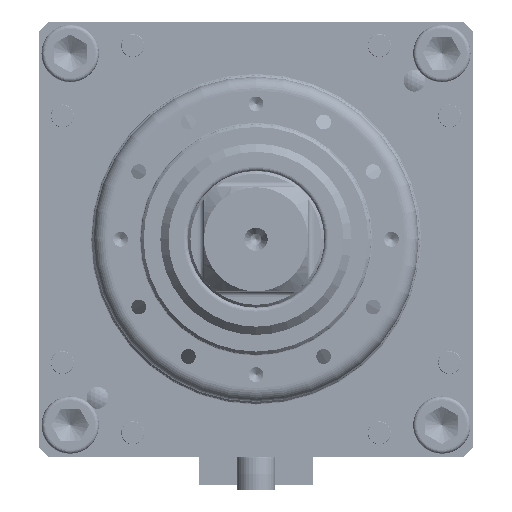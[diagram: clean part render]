
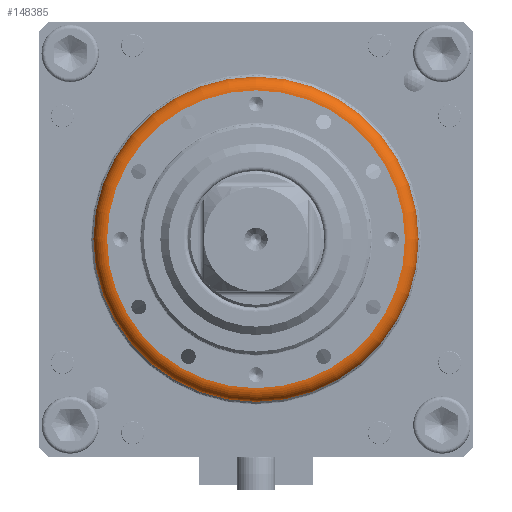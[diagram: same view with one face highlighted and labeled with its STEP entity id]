
A CAD part, left-side view. The second image highlights one B-rep face of the part: STEP entity #148385.
In plain terms, the highlighted toroidal (fillet/blend) face has major radius 54.5 mm and minor radius 5 mm.
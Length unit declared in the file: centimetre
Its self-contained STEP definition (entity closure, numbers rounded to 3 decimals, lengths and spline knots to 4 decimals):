
#3730=TOROIDAL_SURFACE('',#156804,5.45,0.5);
#12203=FACE_OUTER_BOUND('',#20136,.T.);
#20136=EDGE_LOOP('',(#101808,#101809,#101810,#101811,#101812,#101813));
#29248=CIRCLE('',#156802,5.95);
#29249=CIRCLE('',#156803,5.95);
#29250=CIRCLE('',#156805,0.5);
#29251=CIRCLE('',#156806,5.45);
#29252=CIRCLE('',#156807,5.45);
#62248=VERTEX_POINT('',#219682);
#62249=VERTEX_POINT('',#219684);
#62250=VERTEX_POINT('',#219688);
#62251=VERTEX_POINT('',#219690);
#77907=EDGE_CURVE('',#62249,#62248,#29248,.T.);
#77908=EDGE_CURVE('',#62248,#62249,#29249,.T.);
#77909=EDGE_CURVE('',#62249,#62250,#29250,.T.);
#77910=EDGE_CURVE('',#62251,#62250,#29251,.T.);
#77911=EDGE_CURVE('',#62250,#62251,#29252,.T.);
#101808=ORIENTED_EDGE('',*,*,#77908,.T.);
#101809=ORIENTED_EDGE('',*,*,#77909,.T.);
#101810=ORIENTED_EDGE('',*,*,#77910,.F.);
#101811=ORIENTED_EDGE('',*,*,#77911,.F.);
#101812=ORIENTED_EDGE('',*,*,#77909,.F.);
#101813=ORIENTED_EDGE('',*,*,#77907,.T.);
#148385=ADVANCED_FACE('',(#12203),#3730,.T.);
#156802=AXIS2_PLACEMENT_3D('',#219685,#174544,#174545);
#156803=AXIS2_PLACEMENT_3D('',#219686,#174546,#174547);
#156804=AXIS2_PLACEMENT_3D('',#219687,#174548,#174549);
#156805=AXIS2_PLACEMENT_3D('',#219689,#174550,#174551);
#156806=AXIS2_PLACEMENT_3D('',#219691,#174552,#174553);
#156807=AXIS2_PLACEMENT_3D('',#219692,#174554,#174555);
#174544=DIRECTION('center_axis',(-1.,0.,0.));
#174545=DIRECTION('ref_axis',(0.,-1.,0.));
#174546=DIRECTION('center_axis',(-1.,0.,0.));
#174547=DIRECTION('ref_axis',(0.,-1.,0.));
#174548=DIRECTION('center_axis',(1.,0.,0.));
#174549=DIRECTION('ref_axis',(0.,-1.,0.));
#174550=DIRECTION('center_axis',(0.,0.,
1.));
#174551=DIRECTION('ref_axis',(0.,1.,0.));
#174552=DIRECTION('center_axis',(-1.,0.,0.));
#174553=DIRECTION('ref_axis',(0.,1.,0.));
#174554=DIRECTION('center_axis',(-1.,0.,0.));
#174555=DIRECTION('ref_axis',(0.,1.,0.));
#219682=CARTESIAN_POINT('',(-11.78,-5.95,0.));
#219684=CARTESIAN_POINT('',(-11.78,5.95,0.));
#219685=CARTESIAN_POINT('Origin',(-11.78,0.,
0.));
#219686=CARTESIAN_POINT('Origin',(-11.78,0.,
0.));
#219687=CARTESIAN_POINT('Origin',(-11.78,0.,
0.));
#219688=CARTESIAN_POINT('',(-12.28,5.45,0.));
#219689=CARTESIAN_POINT('Origin',(-11.78,5.45,0.));
#219690=CARTESIAN_POINT('',(-12.28,-5.45,0.));
#219691=CARTESIAN_POINT('Origin',(-12.28,0.,
0.));
#219692=CARTESIAN_POINT('Origin',(-12.28,0.,
0.));
